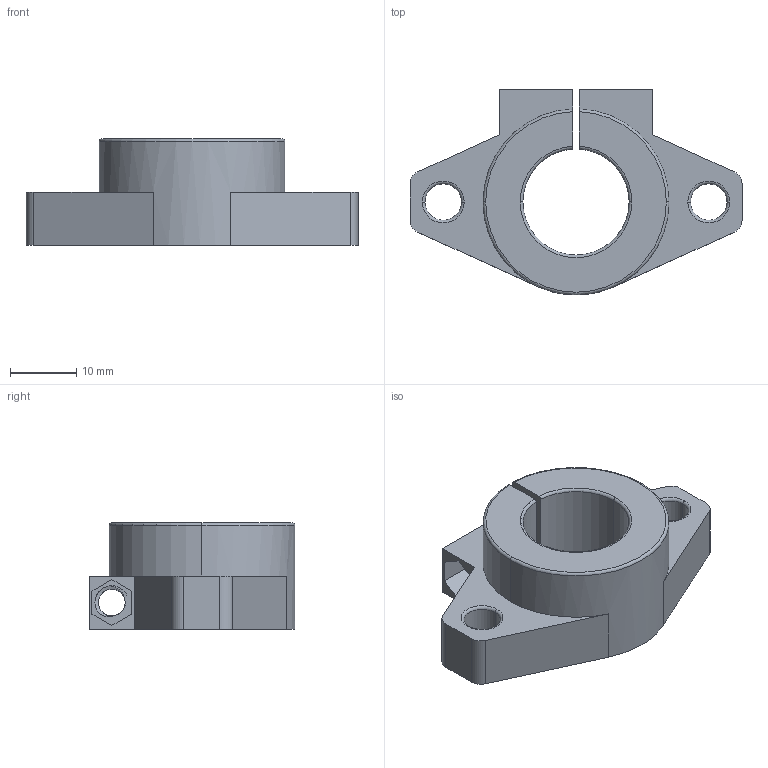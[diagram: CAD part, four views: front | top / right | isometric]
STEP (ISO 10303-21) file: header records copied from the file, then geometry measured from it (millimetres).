
FILE_DESCRIPTION (( 'STEP AP214' ), '1' );
FILE_NAME ('SHF16.STEP', '2019-07-07T22:53:09', ( '' ), ( '' ), 'SwSTEP 2.0', 'SolidWorks 2018', '' );
FILE_SCHEMA (( 'AUTOMOTIVE_DESIGN' ));
Length unit declared in the file: millimetre
Products named in the file (1): SHF16
Bounding box: 50 x 31 x 16 mm (x, y, z)
Volume: 9243.9 mm3; surface area: 5099.2 mm2
Topology: 1 solids, 1 shells, 138 faces, 393 edges, 258 vertices
Faces by surface type: cylinder 50, plane 42, bspline 29, torus 17
Entity records: 26263 total; most frequent: CARTESIAN_POINT 23266, ORIENTED_EDGE 786, DIRECTION 462, EDGE_CURVE 393, VERTEX_POINT 258, AXIS2_PLACEMENT_3D 176, EDGE_LOOP 147, FACE_OUTER_BOUND 138
